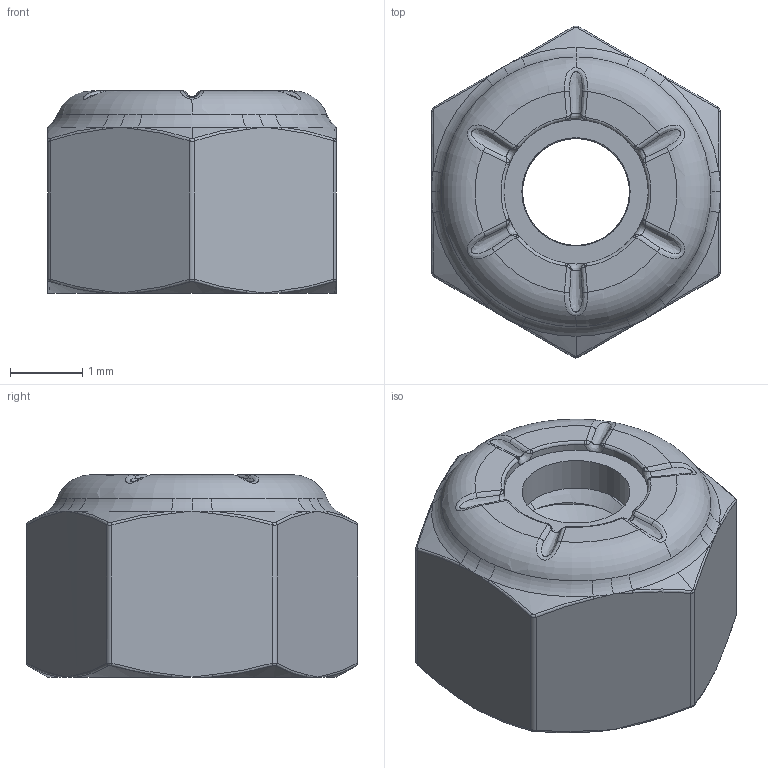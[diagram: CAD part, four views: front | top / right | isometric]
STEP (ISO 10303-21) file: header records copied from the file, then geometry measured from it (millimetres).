
FILE_DESCRIPTION(/* description */ (''),/* implementation_level */ '2;1');
FILE_NAME(/* name */ 'M2 locknut_v1.step',/* time_stamp */ '2023-01-28T13:13:12-08:00',/* author */ (''),/* organization */ (''),/* preprocessor_version */ 'ST-DEVELOPER v19.2',/* originating_system */ 'Autodesk Translation Framework v11.17.0.187',/* authorisation */ '');
FILE_SCHEMA (('AUTOMOTIVE_DESIGN { 1 0 10303 214 3 1 1 }'));
Length unit declared in the file: millimetre
Products named in the file (2): M2 locknut; 93625A101_18-8 Stainless Steel Nylon-Insert Locknut
Assembly tree (1 placements, depth 2):
  M2 locknut
    93625A101_18-8 Stainless Steel Nylon-Insert Locknut
Bounding box: 4 x 4.59 x 2.8 mm (x, y, z)
Volume: 29.9 mm3; surface area: 85.7 mm2
Topology: 2 solids, 2 shells, 203 faces, 498 edges, 269 vertices
Faces by surface type: bspline 119, torus 27, cylinder 22, cone 20, plane 15
Full cylindrical faces by diameter (mm): 1.5 x1
Entity records: 9141 total; most frequent: CARTESIAN_POINT 5363, ORIENTED_EDGE 930, DIRECTION 597, EDGE_CURVE 465, AXIS2_PLACEMENT_3D 281, VERTEX_POINT 267, B_SPLINE_CURVE_WITH_KNOTS 212, EDGE_LOOP 204
